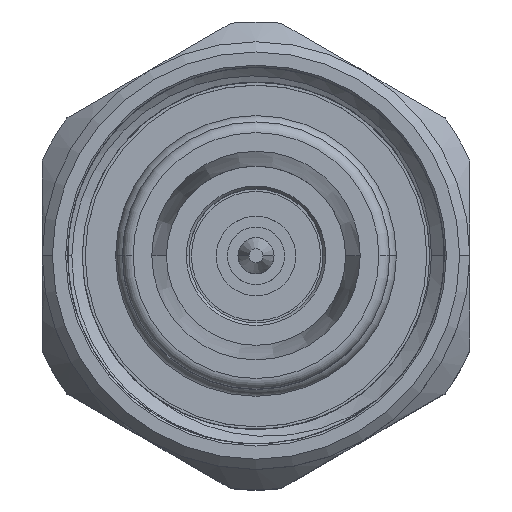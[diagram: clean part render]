
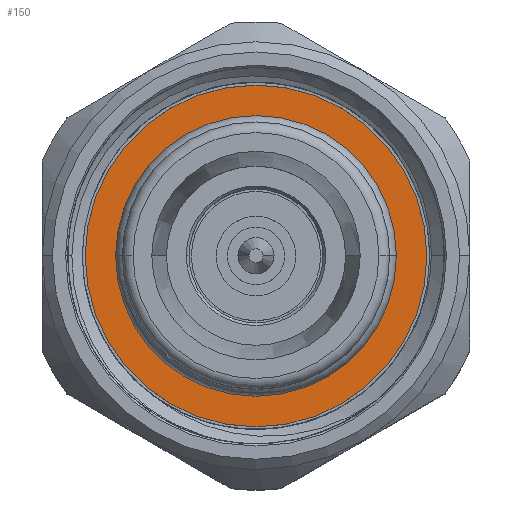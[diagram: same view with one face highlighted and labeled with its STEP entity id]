
A CAD part, top view. The second image highlights one B-rep face of the part: STEP entity #150.
In plain terms, the highlighted face is planar.
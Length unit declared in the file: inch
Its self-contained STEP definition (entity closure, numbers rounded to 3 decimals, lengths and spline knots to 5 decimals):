
#150 = ADVANCED_FACE ( 'NONE', ( #7154, #6882 ), #5046, .F. ) ;
#343 = AXIS2_PLACEMENT_3D ( 'NONE', #1513, #4294, #4258 ) ;
#1049 = EDGE_CURVE ( 'NONE', #6249, #10007, #8529, .T. ) ;
#1161 = ORIENTED_EDGE ( 'NONE', *, *, #5896, .F. ) ;
#1244 = EDGE_LOOP ( 'NONE', ( #10884, #1161 ) ) ;
#1325 = CARTESIAN_POINT ( 'NONE',  ( 0.32457, 0., -0.25162 ) ) ;
#1513 = CARTESIAN_POINT ( 'NONE',  ( 0.32457, 0.25162, 0. ) ) ;
#1890 = ORIENTED_EDGE ( 'NONE', *, *, #4450, .T. ) ;
#2102 = DIRECTION ( 'NONE',  ( 0., 0., 1. ) ) ;
#2338 = DIRECTION ( 'NONE',  ( -1., 0., 0. ) ) ;
#2382 = DIRECTION ( 'NONE',  ( 0., 0., 1. ) ) ;
#2906 = VERTEX_POINT ( 'NONE', #3912 ) ;
#3390 = VERTEX_POINT ( 'NONE', #4014 ) ;
#3677 = ORIENTED_EDGE ( 'NONE', *, *, #1049, .T. ) ;
#3912 = CARTESIAN_POINT ( 'NONE',  ( 0.32457, 0., -0.1889 ) ) ;
#4014 = CARTESIAN_POINT ( 'NONE',  ( 0.32457, 0., 0.1889 ) ) ;
#4215 = DIRECTION ( 'NONE',  ( -1., 0., 0. ) ) ;
#4258 = DIRECTION ( 'NONE',  ( 0., 0., -1. ) ) ;
#4294 = DIRECTION ( 'NONE',  ( 1., 0., 0. ) ) ;
#4377 = CARTESIAN_POINT ( 'NONE',  ( 0.32457, 0., 0. ) ) ;
#4450 = EDGE_CURVE ( 'NONE', #10007, #6249, #5024, .T. ) ;
#4684 = EDGE_CURVE ( 'NONE', #3390, #2906, #7645, .T. ) ;
#5024 = CIRCLE ( 'NONE', #9368, 0.25162 ) ;
#5046 = PLANE ( 'NONE',  #343 ) ;
#5281 = DIRECTION ( 'NONE',  ( -1., 0., 0. ) ) ;
#5372 = CARTESIAN_POINT ( 'NONE',  ( 0.32457, 0., 0.25162 ) ) ;
#5896 = EDGE_CURVE ( 'NONE', #2906, #3390, #6232, .T. ) ;
#5946 = DIRECTION ( 'NONE',  ( 0., 0., 1. ) ) ;
#6232 = CIRCLE ( 'NONE', #7139, 0.1889 ) ;
#6249 = VERTEX_POINT ( 'NONE', #1325 ) ;
#6734 = CARTESIAN_POINT ( 'NONE',  ( 0.32457, 0., 0. ) ) ;
#6882 = FACE_OUTER_BOUND ( 'NONE', #7711, .T. ) ;
#7139 = AXIS2_PLACEMENT_3D ( 'NONE', #4377, #5281, #11496 ) ;
#7154 = FACE_BOUND ( 'NONE', #1244, .T. ) ;
#7645 = CIRCLE ( 'NONE', #8011, 0.1889 ) ;
#7698 = AXIS2_PLACEMENT_3D ( 'NONE', #9525, #4215, #5946 ) ;
#7711 = EDGE_LOOP ( 'NONE', ( #1890, #3677 ) ) ;
#8011 = AXIS2_PLACEMENT_3D ( 'NONE', #6734, #2338, #2382 ) ;
#8529 = CIRCLE ( 'NONE', #7698, 0.25162 ) ;
#9183 = CARTESIAN_POINT ( 'NONE',  ( 0.32457, 0., 0. ) ) ;
#9368 = AXIS2_PLACEMENT_3D ( 'NONE', #9183, #10201, #2102 ) ;
#9525 = CARTESIAN_POINT ( 'NONE',  ( 0.32457, 0., 0. ) ) ;
#10007 = VERTEX_POINT ( 'NONE', #5372 ) ;
#10201 = DIRECTION ( 'NONE',  ( -1., 0., 0. ) ) ;
#10884 = ORIENTED_EDGE ( 'NONE', *, *, #4684, .F. ) ;
#11496 = DIRECTION ( 'NONE',  ( 0., 0., 1. ) ) ;
